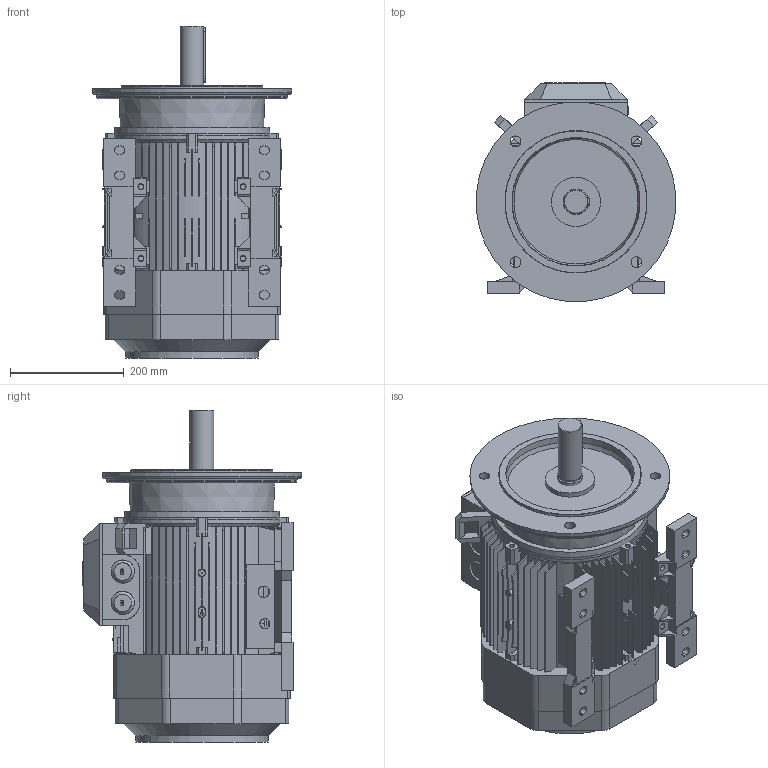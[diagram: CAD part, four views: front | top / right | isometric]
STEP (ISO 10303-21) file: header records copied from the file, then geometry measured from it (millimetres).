
FILE_DESCRIPTION((''),'2;1');
FILE_NAME('3GZV100086-10.stp','2015-07-02T11:04:02',('sejotaa1'),(''),'Autodesk Inventor 2011','Autodesk Inventor 2011','');
FILE_SCHEMA(('AUTOMOTIVE_DESIGN { 1 0 10303 214 1 1 1 1 }'));
Length unit declared in the file: millimetre
Products named in the file (1): 3GZV100086-10
Bounding box: 349.71 x 384.51 x 582.64 mm (x, y, z)
Volume: 36456734.2 mm3; surface area: 3752011.5 mm2
Topology: 36 solids, 2016 shells, 2740 faces, 11562 edges, 10786 vertices
Faces by surface type: plane 1848, cone 382, cylinder 354, bspline 138, torus 18
Full cylindrical faces by diameter (mm): 6 x8, 8 x8, 8.5 x16, 10.5 x8, 13 x2, 14 x2, 16.4 x2, 17 x4, 17.6 x4, 19 x8, 20 x4, 25 x2, 40 x2, 40.4 x4, 41.4 x2, 42 x2, 42.5 x2, 44.4 x4, 45 x6, 53 x2, 86.511 x2, 232.314 x2, 250 x2, 258.274 x2, 335 x2
Entity records: 141043 total; most frequent: CARTESIAN_POINT 39503, DIRECTION 16300, ORIENTED_EDGE 13054, EDGE_CURVE 11318, VERTEX_POINT 10770, VECTOR 7386, LINE 7386, AXIS2_PLACEMENT_3D 4457
